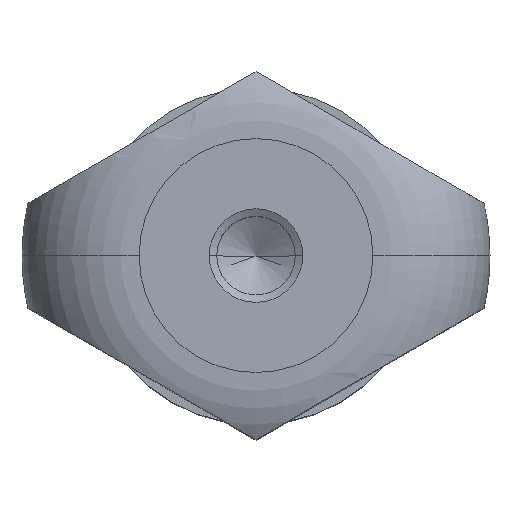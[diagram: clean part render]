
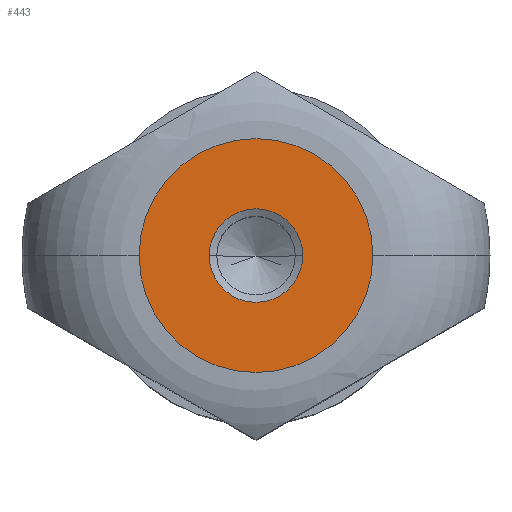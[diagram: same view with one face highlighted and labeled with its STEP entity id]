
A CAD part, top view. The second image highlights one B-rep face of the part: STEP entity #443.
In plain terms, the highlighted planar face has unit normal (0, 0, 1).
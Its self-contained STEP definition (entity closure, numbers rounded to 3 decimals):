
#305=EDGE_CURVE('',#509,#713,#877,.T.);
#329=EDGE_CURVE('',#743,#771,#903,.T.);
#443=ADVANCED_FACE('',(#1029,#1030),#1031,.T.);
#509=VERTEX_POINT('',#1105);
#713=VERTEX_POINT('',#1327);
#727=EDGE_CURVE('',#771,#743,#1341,.T.);
#743=VERTEX_POINT('',#1358);
#771=VERTEX_POINT('',#1389);
#823=EDGE_CURVE('',#713,#509,#1448,.T.);
#877=CIRCLE('',#1499,6.25);
#903=CIRCLE('',#1550,2.5);
#1029=FACE_BOUND('',#1794,.T.);
#1030=FACE_OUTER_BOUND('',#1795,.T.);
#1031=PLANE('',#1796);
#1105=CARTESIAN_POINT('',(-6.25,0.,25.0));
#1327=CARTESIAN_POINT('',(6.25,0.,25.0));
#1341=CIRCLE('',#2333,2.5);
#1358=CARTESIAN_POINT('',(2.5,0.,25.0));
#1389=CARTESIAN_POINT('',(-2.5,0.,25.0));
#1448=CIRCLE('',#2524,6.25);
#1499=AXIS2_PLACEMENT_3D('',#2585,#2586,#2587);
#1550=AXIS2_PLACEMENT_3D('',#2605,#2606,#2607);
#1794=EDGE_LOOP('',(#2745,#2746));
#1795=EDGE_LOOP('',(#2747,#2748));
#1796=AXIS2_PLACEMENT_3D('',#2749,#2750,#2751);
#2333=AXIS2_PLACEMENT_3D('',#3106,#3107,#3108);
#2524=AXIS2_PLACEMENT_3D('',#3239,#3240,#3241);
#2585=CARTESIAN_POINT('',(0.0,0.,25.0));
#2586=DIRECTION('',(0.0,0.0,1.0));
#2587=DIRECTION('',(-1.0,0.,0.0));
#2605=CARTESIAN_POINT('',(0.,0.,25.0));
#2606=DIRECTION('',(-0.0,0.0,-1.0));
#2607=DIRECTION('',(-1.0,0.,0.0));
#2745=ORIENTED_EDGE('',*,*,#727,.T.);
#2746=ORIENTED_EDGE('',*,*,#329,.T.);
#2747=ORIENTED_EDGE('',*,*,#305,.T.);
#2748=ORIENTED_EDGE('',*,*,#823,.T.);
#2749=CARTESIAN_POINT('',(-4.175,0.,25.0));
#2750=DIRECTION('',(0.0,0.0,1.0));
#2751=DIRECTION('',(-1.0,0.,0.0));
#3106=CARTESIAN_POINT('',(0.,0.,25.0));
#3107=DIRECTION('',(-0.0,0.0,-1.0));
#3108=DIRECTION('',(-1.0,0.,0.0));
#3239=CARTESIAN_POINT('',(0.0,0.,25.0));
#3240=DIRECTION('',(0.0,0.0,1.0));
#3241=DIRECTION('',(-1.0,0.,0.0));
